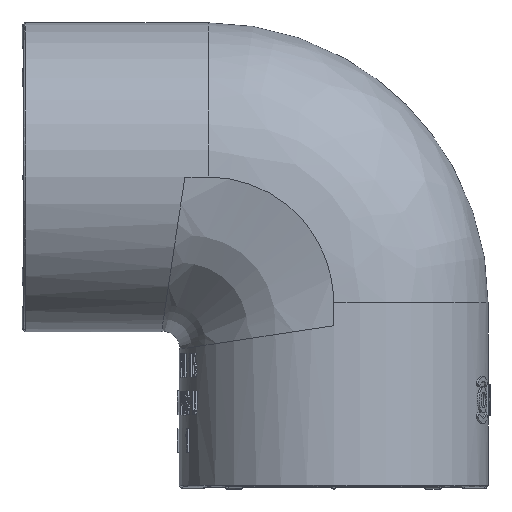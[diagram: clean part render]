
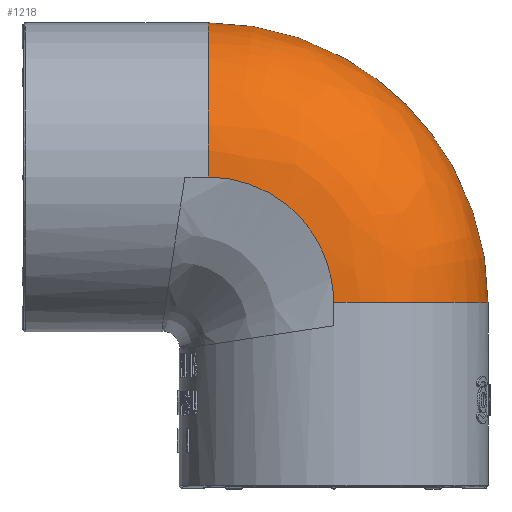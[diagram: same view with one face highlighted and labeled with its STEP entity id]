
A CAD part, top view. The second image highlights one B-rep face of the part: STEP entity #1218.
In plain terms, the highlighted free-form (B-spline) face has degree [3, 3] with [4, 4] control points.
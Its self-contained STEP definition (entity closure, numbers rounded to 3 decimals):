
#74=(
BOUNDED_SURFACE()
B_SPLINE_SURFACE(3,3,((#14131,#14132,#14133,#14134),(#14135,#14136,#14137,
#14138),(#14139,#14140,#14141,#14142),(#14143,#14144,#14145,#14146)),
 .UNSPECIFIED.,.F.,.F.,.F.)
B_SPLINE_SURFACE_WITH_KNOTS((4,4),(4,4),(0.,1.),(0.,1.),.UNSPECIFIED.)
GEOMETRIC_REPRESENTATION_ITEM()
RATIONAL_B_SPLINE_SURFACE(((1.,0.805,0.805,1.),
(0.333,0.268,0.268,0.333),
(0.333,0.268,0.268,0.333),
(1.,0.805,0.805,1.)))
REPRESENTATION_ITEM('')
SURFACE()
);
#595=B_SPLINE_CURVE_WITH_KNOTS('',3,(#13050,#13051,#13052,#13053,#13054,
#13055),.UNSPECIFIED.,.F.,.F.,(4,2,4),(0.,0.5,1.),.UNSPECIFIED.);
#609=B_SPLINE_CURVE_WITH_KNOTS('',3,(#13164,#13165,#13166,#13167,#13168,
#13169),.UNSPECIFIED.,.F.,.F.,(4,2,4),(0.,0.5,1.),.UNSPECIFIED.);
#1218=ADVANCED_FACE('',(#1722),#74,.T.);
#1722=FACE_OUTER_BOUND('',#2085,.T.);
#2085=EDGE_LOOP('',(#3102,#3103,#3104,#3105));
#2475=CIRCLE('',#6129,19.7);
#2480=CIRCLE('',#6136,19.7);
#3102=ORIENTED_EDGE('',*,*,#5363,.F.);
#3103=ORIENTED_EDGE('',*,*,#5335,.T.);
#3104=ORIENTED_EDGE('',*,*,#5356,.T.);
#3105=ORIENTED_EDGE('',*,*,#5349,.T.);
#4618=VERTEX_POINT('',#13049);
#4619=VERTEX_POINT('',#13056);
#4632=VERTEX_POINT('',#13163);
#4633=VERTEX_POINT('',#13170);
#5335=EDGE_CURVE('',#4619,#4618,#595,.T.);
#5349=EDGE_CURVE('',#4633,#4632,#609,.T.);
#5356=EDGE_CURVE('',#4618,#4633,#2475,.T.);
#5363=EDGE_CURVE('',#4619,#4632,#2480,.T.);
#6129=AXIS2_PLACEMENT_3D('',#14117,#6725,#6726);
#6136=AXIS2_PLACEMENT_3D('',#14130,#6741,#6742);
#6725=DIRECTION('',(1.,0.,0.));
#6726=DIRECTION('',(0.,0.,-1.));
#6741=DIRECTION('',(0.,-1.,0.));
#6742=DIRECTION('',(0.,0.,-1.));
#13049=CARTESIAN_POINT('',(1000.,15.991,-19.7));
#13050=CARTESIAN_POINT('',(1015.991,0.,-19.7));
#13051=CARTESIAN_POINT('',(1015.991,4.186,-19.7));
#13052=CARTESIAN_POINT('',(1014.268,8.347,-19.7));
#13053=CARTESIAN_POINT('',(1008.347,14.268,-19.7));
#13054=CARTESIAN_POINT('',(1004.186,15.991,-19.7));
#13055=CARTESIAN_POINT('',(1000.,15.991,-19.7));
#13056=CARTESIAN_POINT('',(1015.991,0.,-19.7));
#13163=CARTESIAN_POINT('',(1015.991,0.,19.7));
#13164=CARTESIAN_POINT('',(1000.,15.991,19.7));
#13165=CARTESIAN_POINT('',(1004.186,15.991,19.7));
#13166=CARTESIAN_POINT('',(1008.347,14.268,19.7));
#13167=CARTESIAN_POINT('',(1014.268,8.347,19.7));
#13168=CARTESIAN_POINT('',(1015.991,4.186,19.7));
#13169=CARTESIAN_POINT('',(1015.991,0.,19.7));
#13170=CARTESIAN_POINT('',(1000.,15.991,19.7));
#14117=CARTESIAN_POINT('',(1000.,15.991,0.));
#14130=CARTESIAN_POINT('',(1015.991,0.,0.));
#14131=CARTESIAN_POINT('',(1015.991,0.,19.7));
#14132=CARTESIAN_POINT('',(1015.991,9.367,19.7));
#14133=CARTESIAN_POINT('',(1009.367,15.991,19.7));
#14134=CARTESIAN_POINT('',(1000.,15.991,19.7));
#14135=CARTESIAN_POINT('',(1055.391,0.,19.7));
#14136=CARTESIAN_POINT('',(1055.391,32.447,19.7));
#14137=CARTESIAN_POINT('',(1032.447,55.391,19.7));
#14138=CARTESIAN_POINT('',(1000.,55.391,19.7));
#14139=CARTESIAN_POINT('',(1055.391,0.,-19.7));
#14140=CARTESIAN_POINT('',(1055.391,32.447,-19.7));
#14141=CARTESIAN_POINT('',(1032.447,55.391,-19.7));
#14142=CARTESIAN_POINT('',(1000.,55.391,-19.7));
#14143=CARTESIAN_POINT('',(1015.991,0.,-19.7));
#14144=CARTESIAN_POINT('',(1015.991,9.367,-19.7));
#14145=CARTESIAN_POINT('',(1009.367,15.991,-19.7));
#14146=CARTESIAN_POINT('',(1000.,15.991,-19.7));
